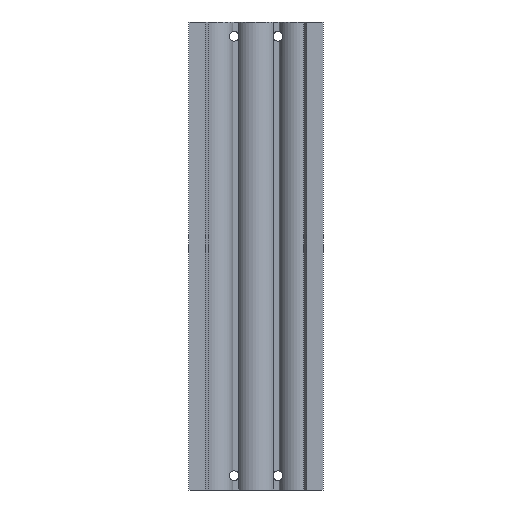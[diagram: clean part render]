
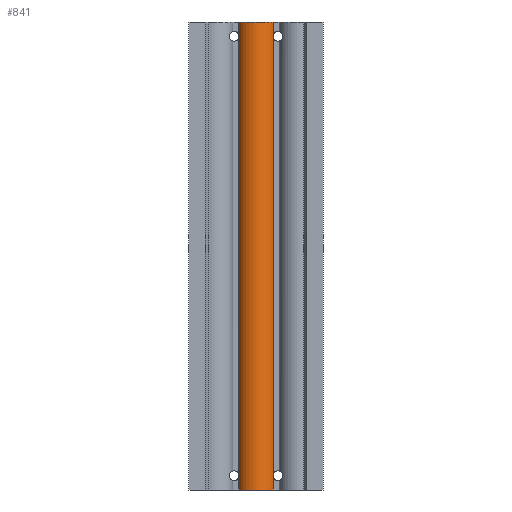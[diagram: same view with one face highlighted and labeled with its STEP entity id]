
A CAD part, front view. The second image highlights one B-rep face of the part: STEP entity #841.
In plain terms, the highlighted cylindrical face has radius 9 mm (diameter 18 mm), a partial arc.
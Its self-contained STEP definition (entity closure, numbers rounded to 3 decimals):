
#87 = ORIENTED_EDGE ( 'NONE', *, *, #2472, .F. ) ;
#88 = ORIENTED_EDGE ( 'NONE', *, *, #2346, .F. ) ;
#89 = ORIENTED_EDGE ( 'NONE', *, *, #2473, .F. ) ;
#90 = ORIENTED_EDGE ( 'NONE', *, *, #2474, .F. ) ;
#91 = ORIENTED_EDGE ( 'NONE', *, *, #2475, .T. ) ;
#92 = ORIENTED_EDGE ( 'NONE', *, *, #2469, .T. ) ;
#93 = ORIENTED_EDGE ( 'NONE', *, *, #1400, .F. ) ;
#94 = ORIENTED_EDGE ( 'NONE', *, *, #2341, .T. ) ;
#95 = ORIENTED_EDGE ( 'NONE', *, *, #1395, .F. ) ;
#96 = ORIENTED_EDGE ( 'NONE', *, *, #2340, .T. ) ;
#97 = ORIENTED_EDGE ( 'NONE', *, *, #2476, .F. ) ;
#98 = ORIENTED_EDGE ( 'NONE', *, *, #2334, .F. ) ;
#841 = ADVANCED_FACE ( 'NONE', ( #4506 ), #4507, .T. ) ;
#1395 = EDGE_CURVE ( 'NONE', #3446, #3477, #6366, .T. ) ;
#1400 = EDGE_CURVE ( 'NONE', #3765, #3587, #6367, .T. ) ;
#2022 = EDGE_LOOP ( 'NONE', ( #87, #88, #89, #90, #91, #92, #93, #94, #95, #96, #97, #98 ) ) ;
#2334 = EDGE_CURVE ( 'NONE', #3482, #3525, #8909, .T. ) ;
#2340 = EDGE_CURVE ( 'NONE', #3446, #3611, #8921, .T. ) ;
#2341 = EDGE_CURVE ( 'NONE', #3765, #3477, #8923, .T. ) ;
#2346 = EDGE_CURVE ( 'NONE', #3709, #3712, #8929, .T. ) ;
#2469 = EDGE_CURVE ( 'NONE', #3733, #3587, #9104, .T. ) ;
#2472 = EDGE_CURVE ( 'NONE', #3712, #3482, #6397, .T. ) ;
#2473 = EDGE_CURVE ( 'NONE', #3730, #3709, #6398, .T. ) ;
#2474 = EDGE_CURVE ( 'NONE', #3721, #3730, #9109, .T. ) ;
#2475 = EDGE_CURVE ( 'NONE', #3721, #3733, #9112, .T. ) ;
#2476 = EDGE_CURVE ( 'NONE', #3525, #3611, #9114, .T. ) ;
#2739 = AXIS2_PLACEMENT_3D ( 'NONE', #5577, #5578, #5579 ) ;
#3446 = VERTEX_POINT ( 'NONE', #11957 ) ;
#3477 = VERTEX_POINT ( 'NONE', #11988 ) ;
#3482 = VERTEX_POINT ( 'NONE', #11993 ) ;
#3525 = VERTEX_POINT ( 'NONE', #12036 ) ;
#3587 = VERTEX_POINT ( 'NONE', #12098 ) ;
#3611 = VERTEX_POINT ( 'NONE', #12122 ) ;
#3709 = VERTEX_POINT ( 'NONE', #12220 ) ;
#3712 = VERTEX_POINT ( 'NONE', #12223 ) ;
#3721 = VERTEX_POINT ( 'NONE', #12232 ) ;
#3730 = VERTEX_POINT ( 'NONE', #12241 ) ;
#3733 = VERTEX_POINT ( 'NONE', #12244 ) ;
#3765 = VERTEX_POINT ( 'NONE', #12276 ) ;
#4506 = FACE_OUTER_BOUND ( 'NONE', #2022, .T. ) ;
#4507 = CYLINDRICAL_SURFACE ( 'NONE', #2739, 9. ) ;
#5577 = CARTESIAN_POINT ( 'NONE',  ( 0., 0., -213. ) ) ;
#5578 = DIRECTION ( 'NONE',  ( 0., 0., 1. ) ) ;
#5579 = DIRECTION ( 'NONE',  ( 1., 0., 0. ) ) ;
#6366 = B_SPLINE_CURVE_WITH_KNOTS ( 'NONE', 3,
 ( #7838, #7839, #7840, #7841, #7842, #7843 ),
 .UNSPECIFIED., .F., .F.,
 ( 4, 2, 4 ),
 ( 0.016, 0.017, 0.017 ),
 .UNSPECIFIED. ) ;
#6367 = B_SPLINE_CURVE_WITH_KNOTS ( 'NONE', 3,
 ( #7854, #7855, #7856, #7857, #7858, #7859 ),
 .UNSPECIFIED., .F., .F.,
 ( 4, 2, 4 ),
 ( 0.016, 0.017, 0.017 ),
 .UNSPECIFIED. ) ;
#6397 = B_SPLINE_CURVE_WITH_KNOTS ( 'NONE', 3,
 ( #10780, #10781, #10782, #10783, #10784, #10785 ),
 .UNSPECIFIED., .F., .F.,
 ( 4, 2, 4 ),
 ( 0.005, 0.006, 0.006 ),
 .UNSPECIFIED. ) ;
#6398 = B_SPLINE_CURVE_WITH_KNOTS ( 'NONE', 3,
 ( #10786, #10787, #10788, #10789, #10790, #10791 ),
 .UNSPECIFIED., .F., .F.,
 ( 4, 2, 4 ),
 ( 0.005, 0.006, 0.006 ),
 .UNSPECIFIED. ) ;
#6936 = AXIS2_PLACEMENT_3D ( 'NONE', #10794, #10795, #10796 ) ;
#6937 = AXIS2_PLACEMENT_3D ( 'NONE', #10797, #10798, #10799 ) ;
#7838 = CARTESIAN_POINT ( 'NONE',  ( 7.794, -4.5, -6.056 ) ) ;
#7839 = CARTESIAN_POINT ( 'NONE',  ( 7.766, -4.549, -6.196 ) ) ;
#7840 = CARTESIAN_POINT ( 'NONE',  ( 7.75, -4.576, -6.349 ) ) ;
#7841 = CARTESIAN_POINT ( 'NONE',  ( 7.75, -4.576, -6.65 ) ) ;
#7842 = CARTESIAN_POINT ( 'NONE',  ( 7.766, -4.549, -6.803 ) ) ;
#7843 = CARTESIAN_POINT ( 'NONE',  ( 7.794, -4.5, -6.944 ) ) ;
#7854 = CARTESIAN_POINT ( 'NONE',  ( 7.794, -4.5, -206.056 ) ) ;
#7855 = CARTESIAN_POINT ( 'NONE',  ( 7.766, -4.549, -206.196 ) ) ;
#7856 = CARTESIAN_POINT ( 'NONE',  ( 7.75, -4.576, -206.349 ) ) ;
#7857 = CARTESIAN_POINT ( 'NONE',  ( 7.75, -4.576, -206.65 ) ) ;
#7858 = CARTESIAN_POINT ( 'NONE',  ( 7.766, -4.549, -206.803 ) ) ;
#7859 = CARTESIAN_POINT ( 'NONE',  ( 7.794, -4.5, -206.944 ) ) ;
#8909 = LINE ( 'NONE', #10354, #8911 ) ;
#8911 = VECTOR ( 'NONE', #10355, 1000. ) ;
#8921 = LINE ( 'NONE', #10367, #8922 ) ;
#8922 = VECTOR ( 'NONE', #10368, 1000. ) ;
#8923 = LINE ( 'NONE', #10369, #8924 ) ;
#8924 = VECTOR ( 'NONE', #10370, 1000. ) ;
#8929 = LINE ( 'NONE', #10382, #8931 ) ;
#8931 = VECTOR ( 'NONE', #10383, 1000. ) ;
#9104 = LINE ( 'NONE', #10773, #9106 ) ;
#9106 = VECTOR ( 'NONE', #10774, 1000. ) ;
#9109 = LINE ( 'NONE', #10792, #9111 ) ;
#9111 = VECTOR ( 'NONE', #10793, 1000. ) ;
#9112 = CIRCLE ( 'NONE', #6936, 9. ) ;
#9114 = CIRCLE ( 'NONE', #6937, 9. ) ;
#10354 = CARTESIAN_POINT ( 'NONE',  ( -7.794, -4.5, -213. ) ) ;
#10355 = DIRECTION ( 'NONE',  ( 0., 0., 1. ) ) ;
#10367 = CARTESIAN_POINT ( 'NONE',  ( 7.794, -4.5, -213. ) ) ;
#10368 = DIRECTION ( 'NONE',  ( 0., 0., 1. ) ) ;
#10369 = CARTESIAN_POINT ( 'NONE',  ( 7.794, -4.5, -213. ) ) ;
#10370 = DIRECTION ( 'NONE',  ( 0., 0., 1. ) ) ;
#10382 = CARTESIAN_POINT ( 'NONE',  ( -7.794, -4.5, -213. ) ) ;
#10383 = DIRECTION ( 'NONE',  ( 0., 0., 1. ) ) ;
#10773 = CARTESIAN_POINT ( 'NONE',  ( 7.794, -4.5, -213. ) ) ;
#10774 = DIRECTION ( 'NONE',  ( 0., 0., 1. ) ) ;
#10780 = CARTESIAN_POINT ( 'NONE',  ( -7.794, -4.5, -6.944 ) ) ;
#10781 = CARTESIAN_POINT ( 'NONE',  ( -7.766, -4.549, -6.804 ) ) ;
#10782 = CARTESIAN_POINT ( 'NONE',  ( -7.75, -4.576, -6.651 ) ) ;
#10783 = CARTESIAN_POINT ( 'NONE',  ( -7.75, -4.576, -6.35 ) ) ;
#10784 = CARTESIAN_POINT ( 'NONE',  ( -7.766, -4.549, -6.197 ) ) ;
#10785 = CARTESIAN_POINT ( 'NONE',  ( -7.794, -4.5, -6.056 ) ) ;
#10786 = CARTESIAN_POINT ( 'NONE',  ( -7.794, -4.5, -206.944 ) ) ;
#10787 = CARTESIAN_POINT ( 'NONE',  ( -7.766, -4.549, -206.804 ) ) ;
#10788 = CARTESIAN_POINT ( 'NONE',  ( -7.75, -4.576, -206.651 ) ) ;
#10789 = CARTESIAN_POINT ( 'NONE',  ( -7.75, -4.576, -206.35 ) ) ;
#10790 = CARTESIAN_POINT ( 'NONE',  ( -7.766, -4.549, -206.197 ) ) ;
#10791 = CARTESIAN_POINT ( 'NONE',  ( -7.794, -4.5, -206.056 ) ) ;
#10792 = CARTESIAN_POINT ( 'NONE',  ( -7.794, -4.5, -213. ) ) ;
#10793 = DIRECTION ( 'NONE',  ( 0., 0., 1. ) ) ;
#10794 = CARTESIAN_POINT ( 'NONE',  ( 0., 0., -213. ) ) ;
#10795 = DIRECTION ( 'NONE',  ( 0., 0., 1. ) ) ;
#10796 = DIRECTION ( 'NONE',  ( 1., 0., 0. ) ) ;
#10797 = CARTESIAN_POINT ( 'NONE',  ( 0., 0., 0. ) ) ;
#10798 = DIRECTION ( 'NONE',  ( 0., 0., 1. ) ) ;
#10799 = DIRECTION ( 'NONE',  ( 1., 0., 0. ) ) ;
#11957 = CARTESIAN_POINT ( 'NONE',  ( 7.794, -4.5, -6.056 ) ) ;
#11988 = CARTESIAN_POINT ( 'NONE',  ( 7.794, -4.5, -6.944 ) ) ;
#11993 = CARTESIAN_POINT ( 'NONE',  ( -7.794, -4.5, -6.056 ) ) ;
#12036 = CARTESIAN_POINT ( 'NONE',  ( -7.794, -4.5, 0. ) ) ;
#12098 = CARTESIAN_POINT ( 'NONE',  ( 7.794, -4.5, -206.944 ) ) ;
#12122 = CARTESIAN_POINT ( 'NONE',  ( 7.794, -4.5, 0. ) ) ;
#12220 = CARTESIAN_POINT ( 'NONE',  ( -7.794, -4.5, -206.056 ) ) ;
#12223 = CARTESIAN_POINT ( 'NONE',  ( -7.794, -4.5, -6.944 ) ) ;
#12232 = CARTESIAN_POINT ( 'NONE',  ( -7.794, -4.5, -213. ) ) ;
#12241 = CARTESIAN_POINT ( 'NONE',  ( -7.794, -4.5, -206.944 ) ) ;
#12244 = CARTESIAN_POINT ( 'NONE',  ( 7.794, -4.5, -213. ) ) ;
#12276 = CARTESIAN_POINT ( 'NONE',  ( 7.794, -4.5, -206.056 ) ) ;
